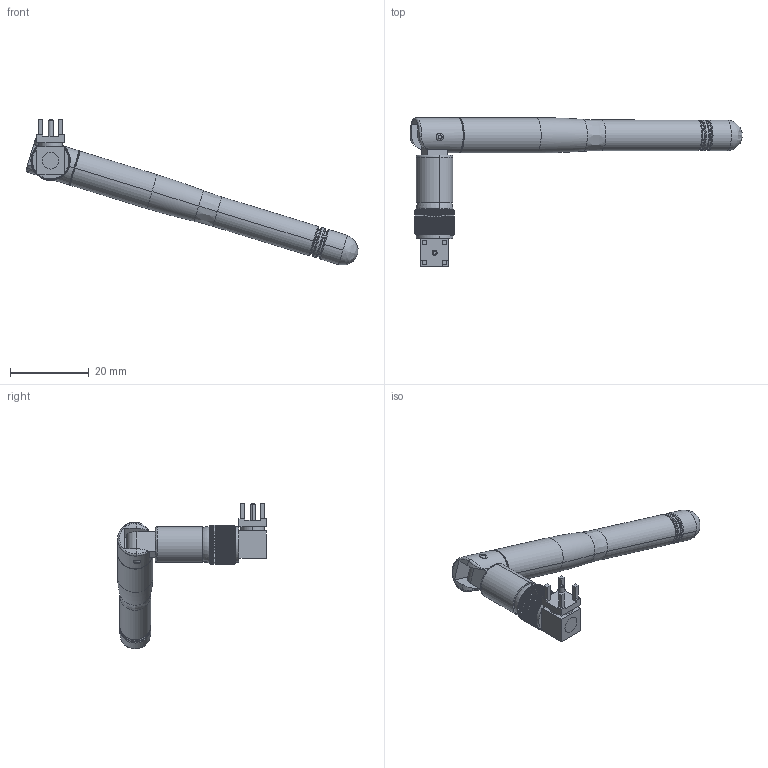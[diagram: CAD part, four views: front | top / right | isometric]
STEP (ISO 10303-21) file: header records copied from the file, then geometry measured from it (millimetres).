
FILE_DESCRIPTION (( 'STEP AP214' ), '1' );
FILE_NAME ('GSMANTENNA.STEP', '2016-04-17T19:02:48', ( 'OSerkin' ), ( '' ), 'SwSTEP 2.0', 'SolidWorks 2015', '' );
FILE_SCHEMA (( 'AUTOMOTIVE_DESIGN' ));
Length unit declared in the file: millimetre
Products named in the file (3): User Library-SMA Antenna; Samtec-SMA-J-P-H-RA-TH1; GSMANTENNA
Assembly tree (2 placements, depth 2):
  GSMANTENNA
    Samtec-SMA-J-P-H-RA-TH1
    User Library-SMA Antenna
Bounding box: 84.5 x 37.9 x 37.14 mm (x, y, z)
Volume: 6513.5 mm3; surface area: 4635.5 mm2
Topology: 2 solids, 2 shells, 587 faces, 1329 edges, 766 vertices
Faces by surface type: plane 216, bspline 190, cylinder 163, cone 10, torus 8
Entity records: 27288 total; most frequent: CARTESIAN_POINT 9024, ORIENTED_EDGE 2650, DIRECTION 2185, EDGE_CURVE 1325, AXIS2_PLACEMENT_3D 874, VERTEX_POINT 766, EDGE_LOOP 613, UNCERTAINTY_MEASURE_WITH_UNIT 594
